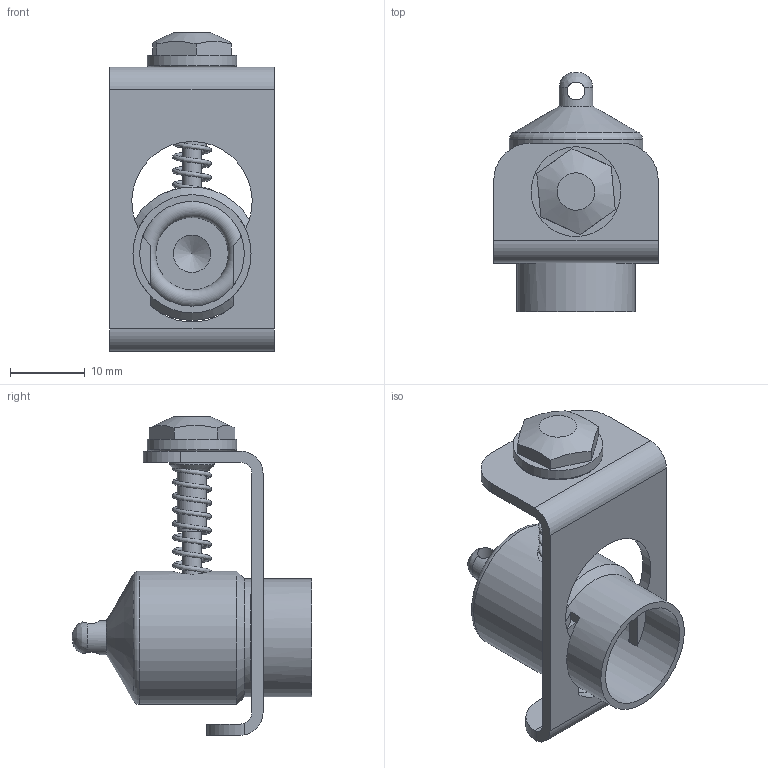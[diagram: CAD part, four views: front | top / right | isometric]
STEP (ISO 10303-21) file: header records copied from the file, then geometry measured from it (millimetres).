
FILE_DESCRIPTION(/* description */ (''),/* implementation_level */ '2;1');
FILE_NAME(/* name */ '800061.stp',/* time_stamp */ '2017-10-03T11:47:49+02:00',/* author */ ('sgs'),/* organization */ (''),/* preprocessor_version */ 'ST-DEVELOPER v16.5',/* originating_system */ 'Autodesk Inventor 2017',/* authorisation */ '');
FILE_SCHEMA (('AUTOMOTIVE_DESIGN { 1 0 10303 214 3 1 1 }'));
Length unit declared in the file: millimetre
Products named in the file (1): 800061
Bounding box: 22 x 32 x 42.6 mm (x, y, z)
Volume: 5679.1 mm3; surface area: 5539.7 mm2
Topology: 1 solids, 4 shells, 80 faces, 198 edges, 129 vertices
Faces by surface type: plane 37, cylinder 27, cone 8, torus 4, bspline 2, sphere 2
Full cylindrical faces by diameter (mm): 2.4 x2, 2.48 x1, 2.5 x1, 3 x1, 3.9 x1, 4.5 x1, 5.5 x1, 6 x2, 6.4 x1, 12 x1, 14 x1, 14.3 x2, 15.8 x1, 17.85 x1
Entity records: 3529 total; most frequent: CARTESIAN_POINT 1703, DIRECTION 356, ORIENTED_EDGE 306, EDGE_CURVE 152, AXIS2_PLACEMENT_3D 146, EDGE_LOOP 126, VERTEX_POINT 114, STYLED_ITEM 81
